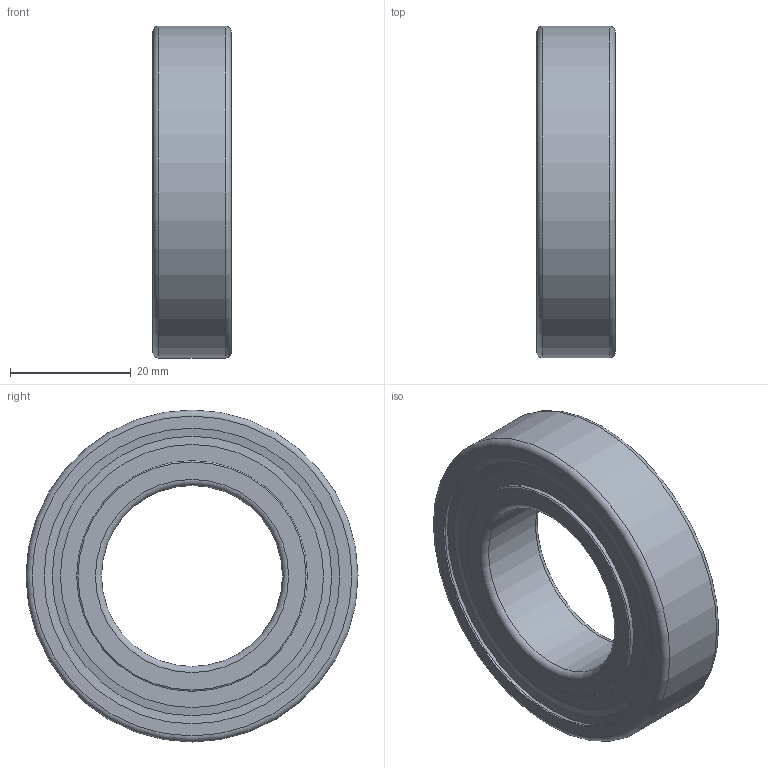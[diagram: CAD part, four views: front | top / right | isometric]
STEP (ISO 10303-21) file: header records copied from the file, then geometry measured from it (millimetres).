
FILE_DESCRIPTION( ( 'STEP AP214' ), '1' );
FILE_NAME( 'SKF_6006-2Z.stp', '2021-07-06T22:02:14', ( 'License CC BY-ND 4.0' ), ( 'CADENAS' ), ' ', 'PARTsolutions', ' ' );
FILE_SCHEMA( ( 'AUTOMOTIVE_DESIGN { 1 0 10303 214 1 1 1 1 }' ) );
Length unit declared in the file: millimetre
Products named in the file (5): SKF_6006-2Z; _SKF_6006-2Z_PART1; _SKF_6006-2Z_PART2; _SKF_6006-2Z_PART3; _SKF_6006-2Z_PART4
Assembly tree (24 placements, depth 2):
  SKF_6006-2Z
    _SKF_6006-2Z_PART1
    _SKF_6006-2Z_PART2
    _SKF_6006-2Z_PART3  x11
    _SKF_6006-2Z_PART4  x11
Bounding box: 13 x 55 x 55 mm (x, y, z)
Volume: 14664.4 mm3; surface area: 14073.8 mm2
Topology: 13 solids, 13 shells, 51 faces, 107 edges, 75 vertices
Faces by surface type: cylinder 12, sphere 11, cone 10, torus 10, plane 8
Full cylindrical faces by diameter (mm): 30 x1, 38.2 x4, 46.8 x2, 49 x4, 55 x1
Entity records: 1420 total; most frequent: DIRECTION 212, CARTESIAN_POINT 152, AXIS2_PLACEMENT_3D 106, EDGE_LOOP 80, ORIENTED_EDGE 80, FACE_OUTER_BOUND 62, VERTEX_POINT 45, STYLED_ITEM 41
